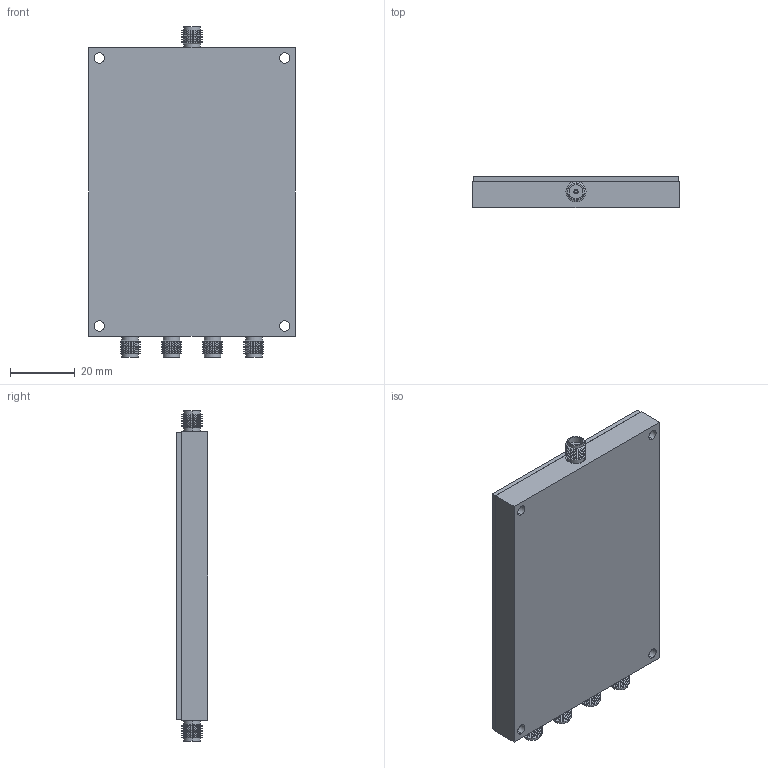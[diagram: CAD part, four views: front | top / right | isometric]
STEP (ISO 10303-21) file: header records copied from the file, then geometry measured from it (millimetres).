
FILE_DESCRIPTION (( 'STEP AP214' ), '1' );
FILE_NAME ('DMS 425_C.STEP', '2022-07-28T17:28:00', ( '' ), ( '' ), 'SwSTEP 2.0', 'SolidWorks 2021', '' );
FILE_SCHEMA (( 'AUTOMOTIVE_DESIGN' ));
Length unit declared in the file: inch
Products named in the file (1): DMS 425_C
Bounding box: 63.5 x 9.65 x 101.7 mm (x, y, z)
Volume: 54689.7 mm3; surface area: 28916.7 mm2
Topology: 17 solids, 17 shells, 1061 faces, 2670 edges, 1690 vertices
Faces by surface type: cylinder 565, plane 280, cone 180, bspline 36
Entity records: 40194 total; most frequent: CARTESIAN_POINT 7568, DIRECTION 5890, ORIENTED_EDGE 5340, EDGE_CURVE 2670, AXIS2_PLACEMENT_3D 2276, VERTEX_POINT 1690, VECTOR 1338, LINE 1338
